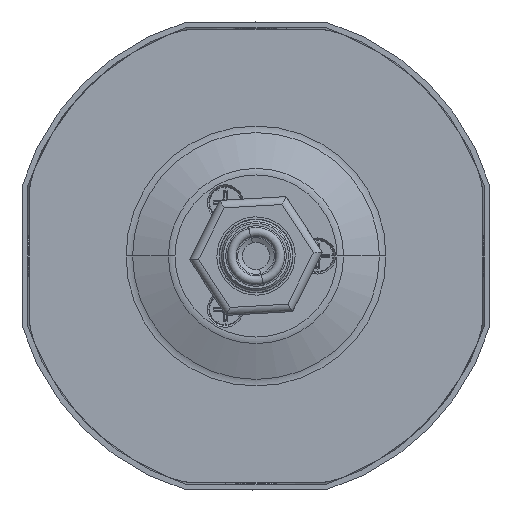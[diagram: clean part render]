
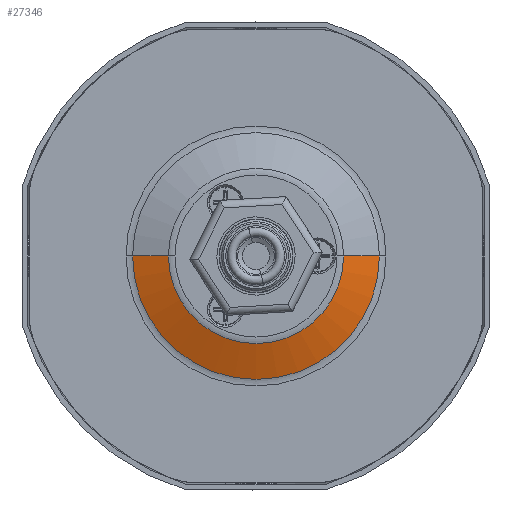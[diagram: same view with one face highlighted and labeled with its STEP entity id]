
A CAD part, front view. The second image highlights one B-rep face of the part: STEP entity #27346.
In plain terms, the highlighted conical face has half-angle 70 degrees and reference radius 13.97 mm.
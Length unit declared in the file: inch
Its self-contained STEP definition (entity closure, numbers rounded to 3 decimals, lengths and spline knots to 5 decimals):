
#4499 = ORIENTED_EDGE ( 'NONE', *, *, #11356, .T. ) ;
#4785 = VECTOR ( 'NONE', #81077, 39.37008 ) ;
#4787 = CONICAL_SURFACE ( 'NONE', #47183, 0.55, 1.222 ) ;
#8451 = CARTESIAN_POINT ( 'NONE',  ( -0.80404, 1.08101, 0. ) ) ;
#10517 = ORIENTED_EDGE ( 'NONE', *, *, #28082, .T. ) ;
#11356 = EDGE_CURVE ( 'NONE', #89898, #65164, #50698, .T. ) ;
#20227 = EDGE_LOOP ( 'NONE', ( #85373, #4499, #10517, #49097 ) ) ;
#24709 = VERTEX_POINT ( 'NONE', #102364 ) ;
#26491 = DIRECTION ( 'NONE',  ( 0., 1., 0. ) ) ;
#27346 = ADVANCED_FACE ( 'NONE', ( #76692 ), #4787, .T. ) ;
#28082 = EDGE_CURVE ( 'NONE', #65164, #56270, #87975, .T. ) ;
#30869 = EDGE_CURVE ( 'NONE', #24709, #89898, #91919, .T. ) ;
#35306 = CARTESIAN_POINT ( 'NONE',  ( 0.55, 0.98855, 0. ) ) ;
#40841 = CARTESIAN_POINT ( 'NONE',  ( 0., 0.99609, 0. ) ) ;
#42143 = CARTESIAN_POINT ( 'NONE',  ( 0.80404, 1.08101, 0. ) ) ;
#44962 = VECTOR ( 'NONE', #103873, 39.37008 ) ;
#47183 = AXIS2_PLACEMENT_3D ( 'NONE', #69275, #51850, #77229 ) ;
#48782 = CARTESIAN_POINT ( 'NONE',  ( -0.57071, 0.99609, 0. ) ) ;
#49097 = ORIENTED_EDGE ( 'NONE', *, *, #69057, .F. ) ;
#50698 = LINE ( 'NONE', #81049, #44962 ) ;
#51850 = DIRECTION ( 'NONE',  ( 0., 1., 0. ) ) ;
#56270 = VERTEX_POINT ( 'NONE', #42143 ) ;
#58869 = DIRECTION ( 'NONE',  ( -1., 0., 0. ) ) ;
#65164 = VERTEX_POINT ( 'NONE', #8451 ) ;
#67642 = LINE ( 'NONE', #35306, #4785 ) ;
#68217 = AXIS2_PLACEMENT_3D ( 'NONE', #40841, #26491, #58869 ) ;
#69057 = EDGE_CURVE ( 'NONE', #24709, #56270, #67642, .T. ) ;
#69275 = CARTESIAN_POINT ( 'NONE',  ( 0., 0.98855, 0. ) ) ;
#76692 = FACE_OUTER_BOUND ( 'NONE', #20227, .T. ) ;
#77229 = DIRECTION ( 'NONE',  ( 1., 0., 0. ) ) ;
#81049 = CARTESIAN_POINT ( 'NONE',  ( -0.55, 0.98855, 0. ) ) ;
#81077 = DIRECTION ( 'NONE',  ( 0.94, 0.342, 0. ) ) ;
#84818 = DIRECTION ( 'NONE',  ( 0., -1., 0. ) ) ;
#85373 = ORIENTED_EDGE ( 'NONE', *, *, #30869, .T. ) ;
#87975 = CIRCLE ( 'NONE', #91399, 0.80404 ) ;
#89898 = VERTEX_POINT ( 'NONE', #48782 ) ;
#91399 = AXIS2_PLACEMENT_3D ( 'NONE', #92262, #84818, #93303 ) ;
#91919 = CIRCLE ( 'NONE', #68217, 0.57071 ) ;
#92262 = CARTESIAN_POINT ( 'NONE',  ( 0., 1.08101, 0. ) ) ;
#93303 = DIRECTION ( 'NONE',  ( 1., 0., 0. ) ) ;
#102364 = CARTESIAN_POINT ( 'NONE',  ( 0.57071, 0.99609, 0. ) ) ;
#103873 = DIRECTION ( 'NONE',  ( -0.94, 0.342, 0. ) ) ;
